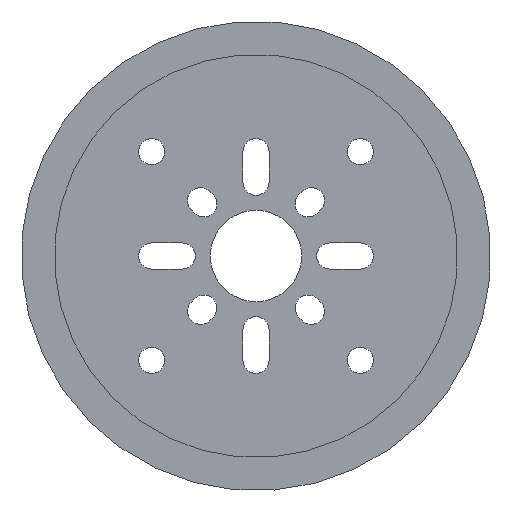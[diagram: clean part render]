
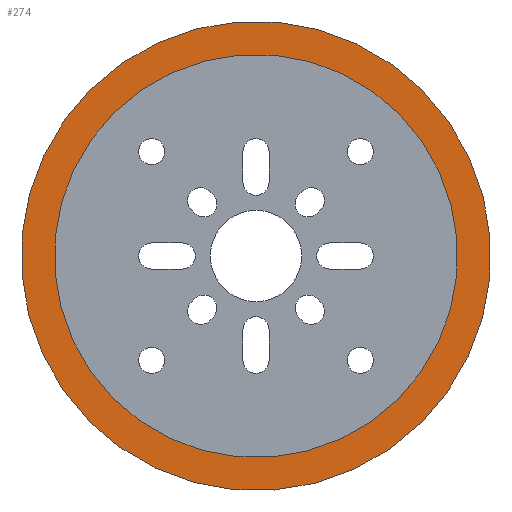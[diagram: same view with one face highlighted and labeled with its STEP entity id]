
A CAD part, front view. The second image highlights one B-rep face of the part: STEP entity #274.
In plain terms, the highlighted face is planar.
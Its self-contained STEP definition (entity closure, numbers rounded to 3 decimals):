
#72 = EDGE_CURVE ( 'NONE', #675, #1297, #1488, .T. ) ;
#81 = ORIENTED_EDGE ( 'NONE', *, *, #72, .F. ) ;
#88 = FACE_BOUND ( 'NONE', #780, .T. ) ;
#103 = ORIENTED_EDGE ( 'NONE', *, *, #330, .T. ) ;
#274 = ADVANCED_FACE ( 'NONE', ( #88, #1845 ), #2213, .T. ) ;
#284 = DIRECTION ( 'NONE',  ( 0., 0., 1. ) ) ;
#300 = CIRCLE ( 'NONE', #2352, 36. ) ;
#330 = EDGE_CURVE ( 'NONE', #1322, #1233, #1340, .T. ) ;
#422 = CIRCLE ( 'NONE', #1751, 30.92 ) ;
#505 = CARTESIAN_POINT ( 'NONE',  ( 2.857, 0., 0. ) ) ;
#518 = AXIS2_PLACEMENT_3D ( 'NONE', #505, #894, #1093 ) ;
#539 = ORIENTED_EDGE ( 'NONE', *, *, #1075, .T. ) ;
#593 = CARTESIAN_POINT ( 'NONE',  ( 2.857, 0., 0. ) ) ;
#674 = CARTESIAN_POINT ( 'NONE',  ( 2.857, 0., 0. ) ) ;
#675 = VERTEX_POINT ( 'NONE', #2381 ) ;
#741 = CARTESIAN_POINT ( 'NONE',  ( 2.857, 0., 30.92 ) ) ;
#780 = EDGE_LOOP ( 'NONE', ( #103, #539 ) ) ;
#871 = ORIENTED_EDGE ( 'NONE', *, *, #2022, .F. ) ;
#894 = DIRECTION ( 'NONE',  ( -1., 0., 0. ) ) ;
#1038 = CARTESIAN_POINT ( 'NONE',  ( 2.857, 0., 0. ) ) ;
#1075 = EDGE_CURVE ( 'NONE', #1233, #1322, #422, .T. ) ;
#1093 = DIRECTION ( 'NONE',  ( 0., 0., 1. ) ) ;
#1214 = DIRECTION ( 'NONE',  ( -1., 0., 0. ) ) ;
#1233 = VERTEX_POINT ( 'NONE', #1604 ) ;
#1264 = DIRECTION ( 'NONE',  ( 0., 0., -1. ) ) ;
#1297 = VERTEX_POINT ( 'NONE', #1856 ) ;
#1322 = VERTEX_POINT ( 'NONE', #741 ) ;
#1340 = CIRCLE ( 'NONE', #518, 30.92 ) ;
#1344 = DIRECTION ( 'NONE',  ( -1., 0., 0. ) ) ;
#1488 = CIRCLE ( 'NONE', #2133, 36. ) ;
#1604 = CARTESIAN_POINT ( 'NONE',  ( 2.857, 0., -30.92 ) ) ;
#1618 = DIRECTION ( 'NONE',  ( 1., 0., 0. ) ) ;
#1751 = AXIS2_PLACEMENT_3D ( 'NONE', #593, #1344, #2289 ) ;
#1845 = FACE_OUTER_BOUND ( 'NONE', #2099, .T. ) ;
#1856 = CARTESIAN_POINT ( 'NONE',  ( 2.857, 0., -36. ) ) ;
#2022 = EDGE_CURVE ( 'NONE', #1297, #675, #300, .T. ) ;
#2099 = EDGE_LOOP ( 'NONE', ( #81, #871 ) ) ;
#2133 = AXIS2_PLACEMENT_3D ( 'NONE', #1038, #2364, #2348 ) ;
#2213 = PLANE ( 'NONE',  #2282 ) ;
#2282 = AXIS2_PLACEMENT_3D ( 'NONE', #2416, #1618, #1264 ) ;
#2289 = DIRECTION ( 'NONE',  ( 0., 0., 1. ) ) ;
#2348 = DIRECTION ( 'NONE',  ( 0., 0., 1. ) ) ;
#2352 = AXIS2_PLACEMENT_3D ( 'NONE', #674, #1214, #284 ) ;
#2364 = DIRECTION ( 'NONE',  ( -1., 0., 0. ) ) ;
#2381 = CARTESIAN_POINT ( 'NONE',  ( 2.857, 0., 36. ) ) ;
#2416 = CARTESIAN_POINT ( 'NONE',  ( 2.857, 0., 0. ) ) ;
